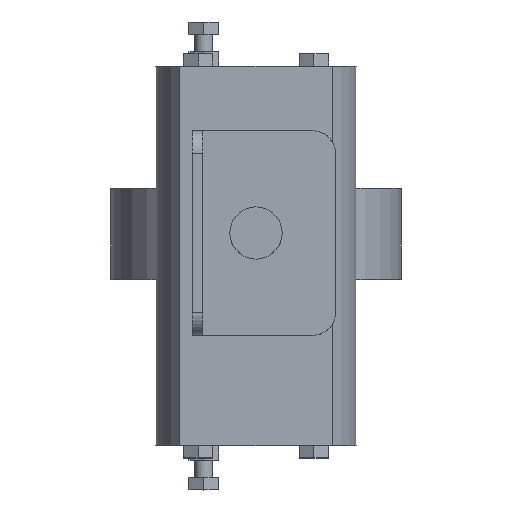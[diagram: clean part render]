
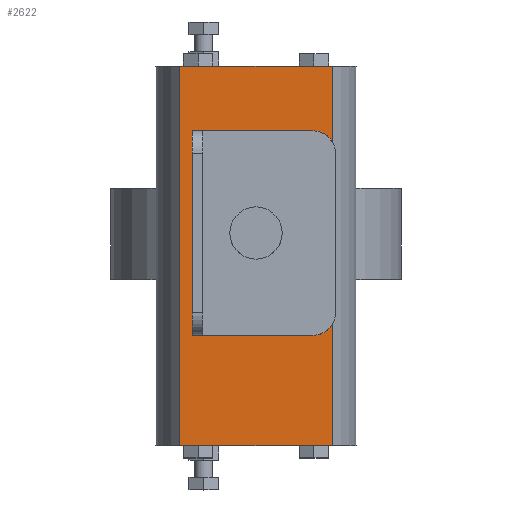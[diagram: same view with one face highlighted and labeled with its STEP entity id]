
A CAD part, top view. The second image highlights one B-rep face of the part: STEP entity #2622.
In plain terms, the highlighted planar face has unit normal (0, 0, 1).
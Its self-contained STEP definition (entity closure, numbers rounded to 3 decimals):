
#303=PLANE('',#2884);
#442=FACE_OUTER_BOUND('',#601,.T.);
#601=EDGE_LOOP('',(#2417,#2418,#2419,#2420,#2421,#2422,#2423,#2424,#2425,
#2426));
#860=LINE('',#4135,#1155);
#866=LINE('',#4152,#1161);
#872=LINE('',#4170,#1167);
#893=LINE('',#4234,#1188);
#894=LINE('',#4235,#1189);
#897=LINE('',#4243,#1192);
#902=LINE('',#4255,#1197);
#903=LINE('',#4257,#1198);
#1155=VECTOR('',#3423,10.);
#1161=VECTOR('',#3437,10.);
#1167=VECTOR('',#3453,10.);
#1188=VECTOR('',#3524,10.);
#1189=VECTOR('',#3525,10.);
#1192=VECTOR('',#3532,10.);
#1197=VECTOR('',#3545,10.);
#1198=VECTOR('',#3548,10.);
#1226=CIRCLE('',#2851,10.);
#1230=CIRCLE('',#2859,10.);
#1421=VERTEX_POINT('',#4132);
#1422=VERTEX_POINT('',#4134);
#1429=VERTEX_POINT('',#4150);
#1430=VERTEX_POINT('',#4154);
#1434=VERTEX_POINT('',#4161);
#1440=VERTEX_POINT('',#4183);
#1453=VERTEX_POINT('',#4230);
#1454=VERTEX_POINT('',#4232);
#1457=VERTEX_POINT('',#4241);
#1460=VERTEX_POINT('',#4253);
#1734=EDGE_CURVE('',#1422,#1421,#860,.T.);
#1743=EDGE_CURVE('',#1421,#1429,#866,.T.);
#1748=EDGE_CURVE('',#1434,#1430,#1226,.F.);
#1752=EDGE_CURVE('',#1434,#1422,#872,.T.);
#1760=EDGE_CURVE('',#1429,#1440,#1230,.T.);
#1783=EDGE_CURVE('',#1454,#1440,#893,.T.);
#1784=EDGE_CURVE('',#1430,#1453,#894,.T.);
#1788=EDGE_CURVE('',#1454,#1457,#897,.T.);
#1794=EDGE_CURVE('',#1457,#1460,#902,.T.);
#1795=EDGE_CURVE('',#1460,#1453,#903,.T.);
#2417=ORIENTED_EDGE('',*,*,#1743,.T.);
#2418=ORIENTED_EDGE('',*,*,#1760,.T.);
#2419=ORIENTED_EDGE('',*,*,#1783,.F.);
#2420=ORIENTED_EDGE('',*,*,#1788,.T.);
#2421=ORIENTED_EDGE('',*,*,#1794,.T.);
#2422=ORIENTED_EDGE('',*,*,#1795,.T.);
#2423=ORIENTED_EDGE('',*,*,#1784,.F.);
#2424=ORIENTED_EDGE('',*,*,#1748,.F.);
#2425=ORIENTED_EDGE('',*,*,#1752,.T.);
#2426=ORIENTED_EDGE('',*,*,#1734,.T.);
#2622=ADVANCED_FACE('',(#442),#303,.T.);
#2851=AXIS2_PLACEMENT_3D('',#4163,#3446,#3447);
#2859=AXIS2_PLACEMENT_3D('',#4185,#3470,#3471);
#2884=AXIS2_PLACEMENT_3D('',#4256,#3546,#3547);
#3423=DIRECTION('',(0.,1.,0.));
#3437=DIRECTION('',(1.,0.,0.));
#3446=DIRECTION('center_axis',(0.,0.,-1.));
#3447=DIRECTION('ref_axis',(0.707,-0.707,0.));
#3453=DIRECTION('',(-1.,0.,0.));
#3470=DIRECTION('center_axis',(0.,0.,-1.));
#3471=DIRECTION('ref_axis',(0.707,0.707,0.));
#3524=DIRECTION('',(0.,-1.,0.));
#3525=DIRECTION('',(0.,-1.,0.));
#3532=DIRECTION('',(-1.,0.,0.));
#3545=DIRECTION('',(0.,-1.,0.));
#3546=DIRECTION('center_axis',(0.,0.,1.));
#3547=DIRECTION('ref_axis',(1.,0.,0.));
#3548=DIRECTION('',(1.,0.,0.));
#4132=CARTESIAN_POINT('',(-28.,45.,101.));
#4134=CARTESIAN_POINT('',(-28.,-45.,101.));
#4135=CARTESIAN_POINT('',(-28.,-5.,101.));
#4150=CARTESIAN_POINT('',(25.,45.,101.));
#4152=CARTESIAN_POINT('',(-20.889,45.,101.));
#4154=CARTESIAN_POINT('',(33.5,-40.268,101.));
#4161=CARTESIAN_POINT('',(25.,-45.,101.));
#4163=CARTESIAN_POINT('Origin',(25.,-35.,101.));
#4170=CARTESIAN_POINT('',(-20.889,-45.,101.));
#4183=CARTESIAN_POINT('',(33.5,40.268,101.));
#4185=CARTESIAN_POINT('Origin',(25.,35.,101.));
#4230=CARTESIAN_POINT('',(33.5,-93.5,101.));
#4232=CARTESIAN_POINT('',(33.5,73.5,101.));
#4234=CARTESIAN_POINT('',(33.5,-10.,101.));
#4235=CARTESIAN_POINT('',(33.5,-10.,101.));
#4241=CARTESIAN_POINT('',(-33.5,73.5,101.));
#4243=CARTESIAN_POINT('',(33.5,73.5,101.));
#4253=CARTESIAN_POINT('',(-33.5,-93.5,101.));
#4255=CARTESIAN_POINT('',(-33.5,-10.,101.));
#4256=CARTESIAN_POINT('Origin',(-33.5,-10.,101.));
#4257=CARTESIAN_POINT('',(33.5,-93.5,101.));
